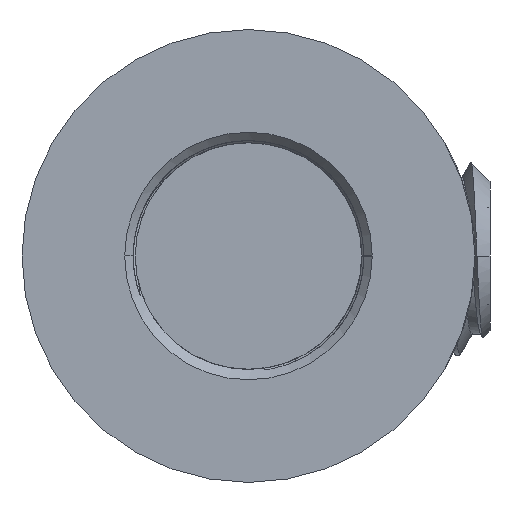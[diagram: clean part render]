
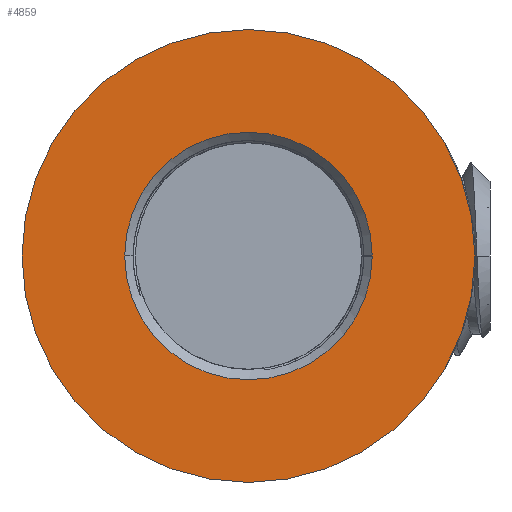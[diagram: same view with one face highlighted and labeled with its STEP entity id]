
A CAD part, front view. The second image highlights one B-rep face of the part: STEP entity #4859.
In plain terms, the highlighted planar face has unit normal (0, -1, 0).
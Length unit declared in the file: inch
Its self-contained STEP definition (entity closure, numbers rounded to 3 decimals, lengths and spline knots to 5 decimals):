
#1186=CARTESIAN_POINT('',(0.,5.75,0.));
#1187=DIRECTION('',(0.,-1.,0.));
#1188=DIRECTION('',(1.,0.,0.));
#1189=AXIS2_PLACEMENT_3D('',#1186,#1187,#1188);
#1191=CARTESIAN_POINT('',(0.,5.75,0.));
#1192=DIRECTION('',(0.,-1.,0.));
#1193=DIRECTION('',(-1.,0.,0.));
#1194=AXIS2_PLACEMENT_3D('',#1191,#1192,#1193);
#1196=CARTESIAN_POINT('',(0.,5.75,0.));
#1197=DIRECTION('',(0.,1.,0.));
#1198=DIRECTION('',(1.,0.,0.));
#1199=AXIS2_PLACEMENT_3D('',#1196,#1197,#1198);
#1201=CARTESIAN_POINT('',(0.,5.75,0.));
#1202=DIRECTION('',(0.,1.,0.));
#1203=DIRECTION('',(-1.,0.,0.));
#1204=AXIS2_PLACEMENT_3D('',#1201,#1202,#1203);
#2163=CARTESIAN_POINT('',(0.1875,5.75,0.));
#2165=VERTEX_POINT('',#2163);
#2167=CARTESIAN_POINT('',(-0.1875,5.75,0.));
#2168=VERTEX_POINT('',#2167);
#2180=CARTESIAN_POINT('',(-0.1025,5.75,0.));
#2181=CARTESIAN_POINT('',(0.1025,5.75,0.));
#2182=VERTEX_POINT('',#2180);
#2183=VERTEX_POINT('',#2181);
#4845=CARTESIAN_POINT('',(0.,5.75,0.));
#4846=DIRECTION('',(0.,1.,0.));
#4847=DIRECTION('',(-1.,0.,0.));
#4848=AXIS2_PLACEMENT_3D('',#4845,#4846,#4847);
#4849=PLANE('',#4848);
#4850=ORIENTED_EDGE('',*,*,#4832,.F.);
#4851=ORIENTED_EDGE('',*,*,#4818,.F.);
#4852=EDGE_LOOP('',(#4850,#4851));
#4853=FACE_OUTER_BOUND('',#4852,.F.);
#4854=ORIENTED_EDGE('',*,*,#3737,.F.);
#4856=ORIENTED_EDGE('',*,*,#4855,.F.);
#4857=EDGE_LOOP('',(#4854,#4856));
#4858=FACE_BOUND('',#4857,.F.);
#4859=ADVANCED_FACE('',(#4853,#4858),#4849,.F.);
#1190=CIRCLE('',#1189,0.1875);
#1195=CIRCLE('',#1194,0.1875);
#1200=CIRCLE('',#1199,0.1025);
#1205=CIRCLE('',#1204,0.1025);
#3737=EDGE_CURVE('',#2183,#2182,#1200,.T.);
#4818=EDGE_CURVE('',#2168,#2165,#1195,.T.);
#4832=EDGE_CURVE('',#2165,#2168,#1190,.T.);
#4855=EDGE_CURVE('',#2182,#2183,#1205,.T.);
